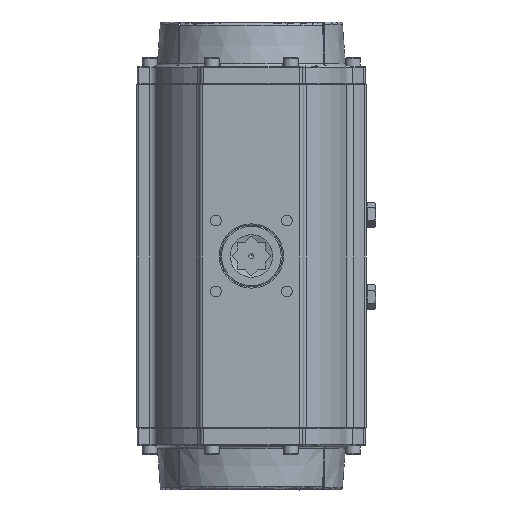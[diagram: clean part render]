
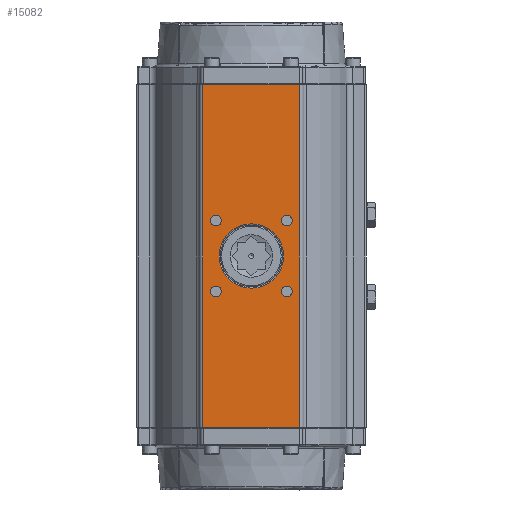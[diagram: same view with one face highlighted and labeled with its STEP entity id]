
A CAD part, front view. The second image highlights one B-rep face of the part: STEP entity #15082.
In plain terms, the highlighted planar face has unit normal (0, -1, 0).
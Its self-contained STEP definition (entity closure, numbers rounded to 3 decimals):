
#1026=LINE('',#26333,#1867);
#1027=LINE('',#26336,#1868);
#1028=LINE('',#26338,#1869);
#1029=LINE('',#26340,#1870);
#1867=VECTOR('',#19742,1000.);
#1868=VECTOR('',#19743,1000.);
#1869=VECTOR('',#19744,1000.);
#1870=VECTOR('',#19745,1000.);
#2454=PLANE('',#16812);
#2794=CIRCLE('',#16672,53.);
#2796=CIRCLE('',#16675,8.75);
#2798=CIRCLE('',#16678,8.75);
#2800=CIRCLE('',#16681,8.75);
#2802=CIRCLE('',#16684,8.75);
#5099=ORIENTED_EDGE('',*,*,#8685,.T.);
#5100=ORIENTED_EDGE('',*,*,#8686,.T.);
#5101=ORIENTED_EDGE('',*,*,#8687,.T.);
#5102=ORIENTED_EDGE('',*,*,#8688,.T.);
#5103=ORIENTED_EDGE('',*,*,#8491,.F.);
#5104=ORIENTED_EDGE('',*,*,#8489,.F.);
#5105=ORIENTED_EDGE('',*,*,#8487,.F.);
#5106=ORIENTED_EDGE('',*,*,#8485,.F.);
#5107=ORIENTED_EDGE('',*,*,#8483,.T.);
#8483=EDGE_CURVE('',#10684,#10684,#2794,.T.);
#8485=EDGE_CURVE('',#10686,#10686,#2796,.T.);
#8487=EDGE_CURVE('',#10688,#10688,#2798,.T.);
#8489=EDGE_CURVE('',#10690,#10690,#2800,.T.);
#8491=EDGE_CURVE('',#10692,#10692,#2802,.T.);
#8685=EDGE_CURVE('',#10892,#10893,#1026,.T.);
#8686=EDGE_CURVE('',#10893,#10894,#1027,.T.);
#8687=EDGE_CURVE('',#10894,#10895,#1028,.T.);
#8688=EDGE_CURVE('',#10895,#10892,#1029,.T.);
#10684=VERTEX_POINT('',#25606);
#10686=VERTEX_POINT('',#25611);
#10688=VERTEX_POINT('',#25616);
#10690=VERTEX_POINT('',#25621);
#10692=VERTEX_POINT('',#25626);
#10892=VERTEX_POINT('',#26334);
#10893=VERTEX_POINT('',#26335);
#10894=VERTEX_POINT('',#26337);
#10895=VERTEX_POINT('',#26339);
#12854=EDGE_LOOP('',(#5099,#5100,#5101,#5102));
#12855=EDGE_LOOP('',(#5103));
#12856=EDGE_LOOP('',(#5104));
#12857=EDGE_LOOP('',(#5105));
#12858=EDGE_LOOP('',(#5106));
#12859=EDGE_LOOP('',(#5107));
#13955=FACE_BOUND('',#12854,.T.);
#13956=FACE_BOUND('',#12855,.T.);
#13957=FACE_BOUND('',#12856,.T.);
#13958=FACE_BOUND('',#12857,.T.);
#13959=FACE_BOUND('',#12858,.T.);
#13960=FACE_BOUND('',#12859,.T.);
#15082=ADVANCED_FACE('',(#13955,#13956,#13957,#13958,#13959,#13960),#2454,
 .F.);
#16672=AXIS2_PLACEMENT_3D('',#25605,#19378,#19379);
#16675=AXIS2_PLACEMENT_3D('',#25610,#19384,#19385);
#16678=AXIS2_PLACEMENT_3D('',#25615,#19390,#19391);
#16681=AXIS2_PLACEMENT_3D('',#25620,#19396,#19397);
#16684=AXIS2_PLACEMENT_3D('',#25625,#19402,#19403);
#16812=AXIS2_PLACEMENT_3D('',#26332,#19740,#19741);
#19378=DIRECTION('',(0.,1.,0.));
#19379=DIRECTION('',(-1.,0.,0.));
#19384=DIRECTION('',(0.,-1.,0.));
#19385=DIRECTION('',(0.,0.,-1.));
#19390=DIRECTION('',(0.,-1.,0.));
#19391=DIRECTION('',(0.,0.,-1.));
#19396=DIRECTION('',(0.,-1.,0.));
#19397=DIRECTION('',(0.,0.,-1.));
#19402=DIRECTION('',(0.,-1.,0.));
#19403=DIRECTION('',(0.,0.,-1.));
#19740=DIRECTION('',(0.,1.,0.));
#19741=DIRECTION('',(-1.,0.,0.));
#19742=DIRECTION('',(0.,0.,1.));
#19743=DIRECTION('',(-1.,0.,0.));
#19744=DIRECTION('',(0.,0.,-1.));
#19745=DIRECTION('',(1.,0.,0.));
#25605=CARTESIAN_POINT('',(306.972,-458.307,330.649));
#25606=CARTESIAN_POINT('',(253.972,-458.307,330.649));
#25610=CARTESIAN_POINT('',(365.309,-458.307,272.313));
#25611=CARTESIAN_POINT('',(365.309,-458.307,263.563));
#25615=CARTESIAN_POINT('',(248.636,-458.307,272.313));
#25616=CARTESIAN_POINT('',(248.636,-458.307,263.563));
#25620=CARTESIAN_POINT('',(365.309,-458.307,388.986));
#25621=CARTESIAN_POINT('',(365.309,-458.307,380.236));
#25625=CARTESIAN_POINT('',(248.636,-458.307,388.986));
#25626=CARTESIAN_POINT('',(248.636,-458.307,380.236));
#26332=CARTESIAN_POINT('',(221.972,-458.307,613.649));
#26333=CARTESIAN_POINT('',(386.972,-458.307,613.649));
#26334=CARTESIAN_POINT('',(386.972,-458.307,48.649));
#26335=CARTESIAN_POINT('',(386.972,-458.307,612.649));
#26336=CARTESIAN_POINT('',(226.972,-458.307,612.649));
#26337=CARTESIAN_POINT('',(226.972,-458.307,612.649));
#26338=CARTESIAN_POINT('',(226.972,-458.307,613.649));
#26339=CARTESIAN_POINT('',(226.972,-458.307,48.649));
#26340=CARTESIAN_POINT('',(221.972,-458.307,48.649));
